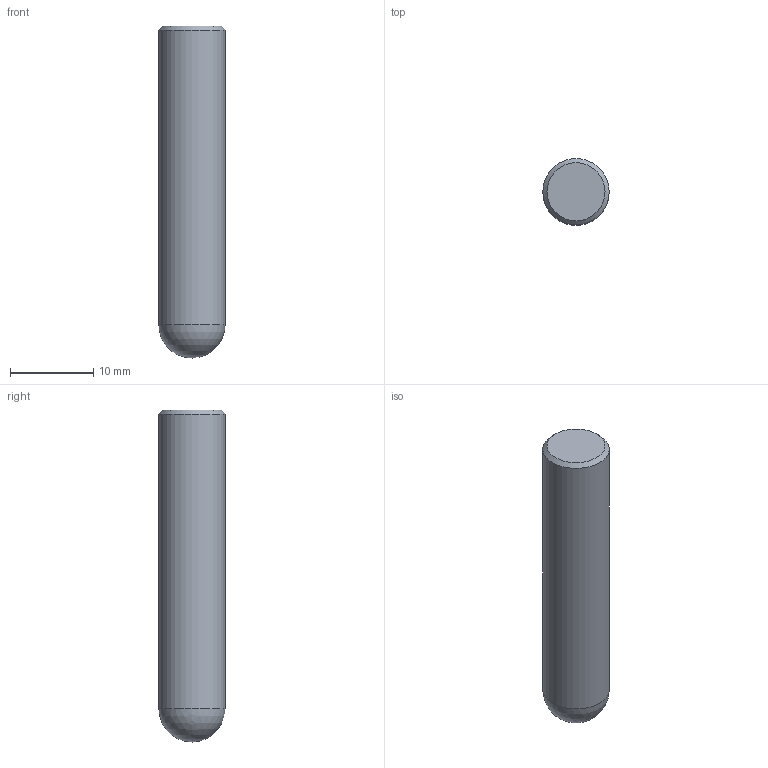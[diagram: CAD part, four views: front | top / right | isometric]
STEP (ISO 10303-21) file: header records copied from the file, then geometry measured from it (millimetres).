
FILE_DESCRIPTION(/* description */ (''),/* implementation_level */ '2;1');
FILE_NAME(/* name */ 'Pin v1.step',/* time_stamp */ '2020-03-23T00:27:27+01:00',/* author */ (''),/* organization */ (''),/* preprocessor_version */ 'ST-DEVELOPER v18',/* originating_system */ 'Autodesk Translation Framework v8.12.0.6',/* authorisation */ '');
FILE_SCHEMA (('AUTOMOTIVE_DESIGN { 1 0 10303 214 3 1 1 }'));
Length unit declared in the file: millimetre
Products named in the file (1): Pin
Bounding box: 8 x 8 x 40 mm (x, y, z)
Volume: 1940.6 mm3; surface area: 1047.9 mm2
Topology: 1 solids, 1 shells, 4 faces, 8 edges, 5 vertices
Faces by surface type: cylinder 1, plane 1, cone 1, sphere 1
Full cylindrical faces by diameter (mm): 8 x1
Entity records: 144 total; most frequent: DIRECTION 22, CARTESIAN_POINT 17, ORIENTED_EDGE 14, AXIS2_PLACEMENT_3D 10, EDGE_CURVE 7, CIRCLE 5, VERTEX_POINT 5, FACE_OUTER_BOUND 4
